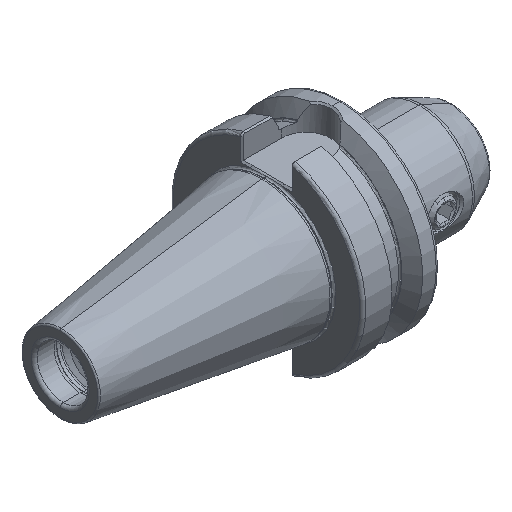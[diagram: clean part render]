
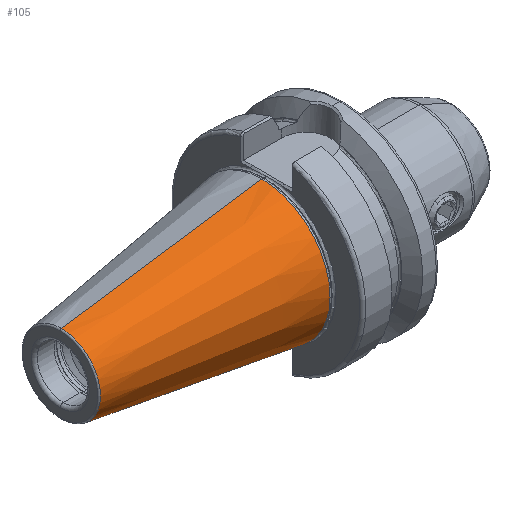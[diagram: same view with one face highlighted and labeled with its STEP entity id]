
A CAD part, isometric view. The second image highlights one B-rep face of the part: STEP entity #105.
In plain terms, the highlighted conical face has half-angle 8.297 degrees and reference radius 22.298 mm.
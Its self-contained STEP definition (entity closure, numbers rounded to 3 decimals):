
#105 = ADVANCED_FACE ( 'NONE', ( #12541 ), #12539, .T. ) ;
#253 = ORIENTED_EDGE ( 'NONE', *, *, #2617, .T. ) ;
#271 = ORIENTED_EDGE ( 'NONE', *, *, #7358, .T. ) ;
#2617 = EDGE_CURVE ( 'NONE', #12056, #12054, #10084, .T. ) ;
#2642 = EDGE_CURVE ( 'NONE', #12107, #12052, #10154, .T. ) ;
#5182 = EDGE_LOOP ( 'NONE', ( #5312, #271, #253, #5339 ) ) ;
#5312 = ORIENTED_EDGE ( 'NONE', *, *, #2642, .F. ) ;
#5339 = ORIENTED_EDGE ( 'NONE', *, *, #7445, .F. ) ;
#7335 = DIRECTION ( 'NONE',  ( 0.99, 0., -0.144 ) ) ;
#7358 = EDGE_CURVE ( 'NONE', #12107, #12056, #10260, .T. ) ;
#7366 = CARTESIAN_POINT ( 'NONE',  ( -1.5, 0., -22.298 ) ) ;
#7445 = EDGE_CURVE ( 'NONE', #12052, #12054, #10323, .T. ) ;
#7676 = AXIS2_PLACEMENT_3D ( 'NONE', #10396, #10400, #10383 ) ;
#7813 = CARTESIAN_POINT ( 'NONE',  ( -1.5, 0., 22.298 ) ) ;
#7814 = DIRECTION ( 'NONE',  ( 0.99, 0., 0.144 ) ) ;
#8281 = AXIS2_PLACEMENT_3D ( 'NONE', #15483, #15511, #15512 ) ;
#8283 = AXIS2_PLACEMENT_3D ( 'NONE', #15934, #15921, #15909 ) ;
#10084 = LINE ( 'NONE', #7366, #10092 ) ;
#10092 = VECTOR ( 'NONE', #7335, 1000. ) ;
#10145 = VECTOR ( 'NONE', #7814, 1000. ) ;
#10154 = LINE ( 'NONE', #7813, #10145 ) ;
#10260 = CIRCLE ( 'NONE', #8281, 12.75 ) ;
#10323 = CIRCLE ( 'NONE', #8283, 22.298 ) ;
#10383 = DIRECTION ( 'NONE',  ( 0., 0., -1. ) ) ;
#10396 = CARTESIAN_POINT ( 'NONE',  ( -1.5, 0., 0. ) ) ;
#10400 = DIRECTION ( 'NONE',  ( 1., 0., 0. ) ) ;
#12052 = VERTEX_POINT ( 'NONE', #16119 ) ;
#12054 = VERTEX_POINT ( 'NONE', #16078 ) ;
#12056 = VERTEX_POINT ( 'NONE', #16127 ) ;
#12107 = VERTEX_POINT ( 'NONE', #16144 ) ;
#12539 = CONICAL_SURFACE ( 'NONE', #7676, 22.298, 0.145 ) ;
#12541 = FACE_OUTER_BOUND ( 'NONE', #5182, .T. ) ;
#15483 = CARTESIAN_POINT ( 'NONE',  ( -66.972, 0., 0. ) ) ;
#15511 = DIRECTION ( 'NONE',  ( 1., 0., 0. ) ) ;
#15512 = DIRECTION ( 'NONE',  ( 0., 0., -1. ) ) ;
#15909 = DIRECTION ( 'NONE',  ( 0., 0., -1. ) ) ;
#15921 = DIRECTION ( 'NONE',  ( 1., 0., 0. ) ) ;
#15934 = CARTESIAN_POINT ( 'NONE',  ( -1.5, 0., 0. ) ) ;
#16078 = CARTESIAN_POINT ( 'NONE',  ( -1.5, 0., -22.298 ) ) ;
#16119 = CARTESIAN_POINT ( 'NONE',  ( -1.5, 0., 22.298 ) ) ;
#16127 = CARTESIAN_POINT ( 'NONE',  ( -66.972, 0., -12.75 ) ) ;
#16144 = CARTESIAN_POINT ( 'NONE',  ( -66.972, 0., 12.75 ) ) ;
